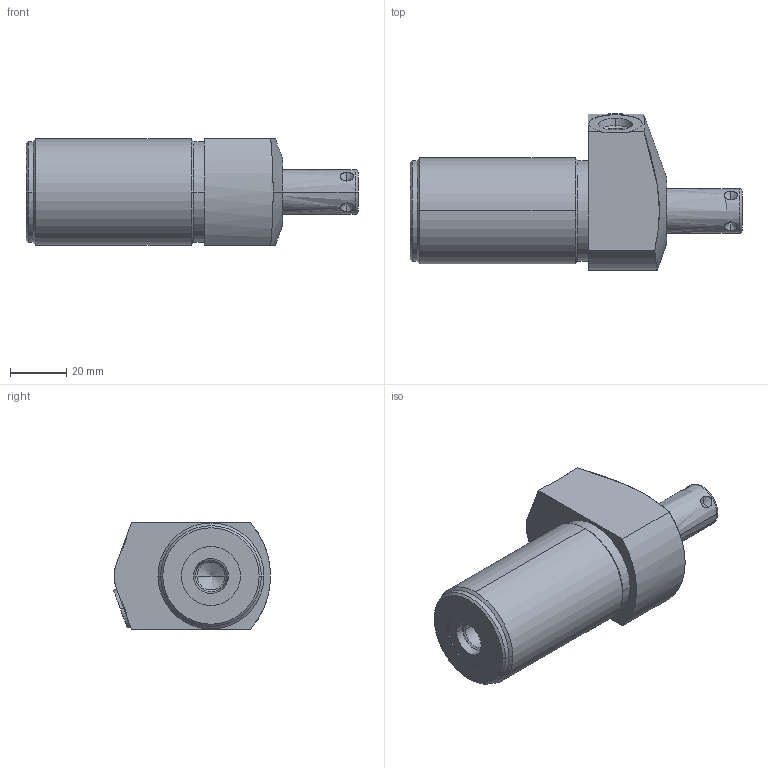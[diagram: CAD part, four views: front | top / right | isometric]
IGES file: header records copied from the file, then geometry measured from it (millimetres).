
Start section:  PTC IGES file: ilc15020929l.igs
Global section: file name: ilc15020929l.igs; native system: Creo Parametric by Parametric Technology Corporation; preprocessor: 2013320; author: jdw; organization: Unknown; date: 20150805.160632; units: inch
Bounding box: 118.14 x 55.86 x 37.85 mm (x, y, z)
Surface area: 19261.8 mm2 (no closed solid volume)
Topology: 0 solids, 0 shells, 86 faces, 384 edges, 372 vertices
Faces by surface type: revolution 61, bspline 25
